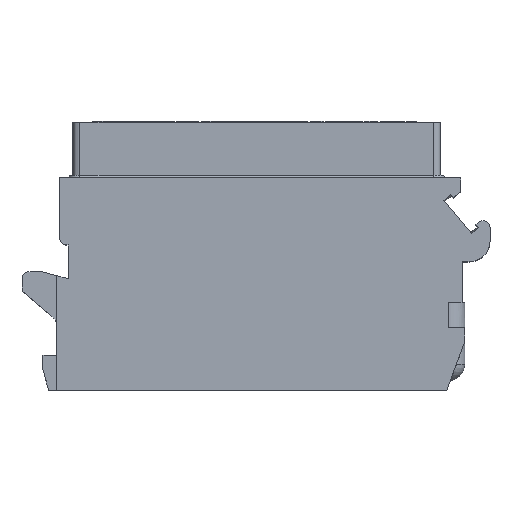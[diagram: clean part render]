
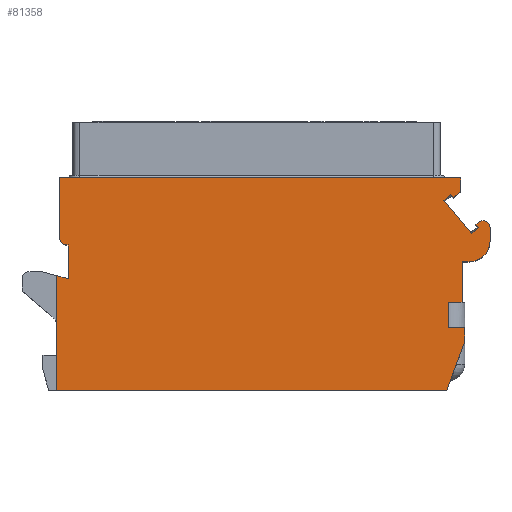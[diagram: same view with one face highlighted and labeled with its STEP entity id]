
A CAD part, top view. The second image highlights one B-rep face of the part: STEP entity #81358.
In plain terms, the highlighted planar face has unit normal (0, 0, 1).
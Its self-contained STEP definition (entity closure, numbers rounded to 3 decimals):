
#98=DIRECTION('',(0.643,-0.766,0.));
#99=VECTOR('',#98,0.3);
#100=CARTESIAN_POINT('',(15.698,11.873,7.));
#101=LINE('',#100,#99);
#102=DIRECTION('',(0.766,0.643,0.));
#103=VECTOR('',#102,0.236);
#104=CARTESIAN_POINT('',(15.698,11.873,7.));
#105=LINE('',#104,#103);
#106=DIRECTION('',(0.,1.,0.));
#107=VECTOR('',#106,0.942);
#108=CARTESIAN_POINT('',(16.7,10.7,7.));
#109=LINE('',#108,#107);
#110=DIRECTION('',(-1.,0.,0.));
#111=VECTOR('',#110,0.5);
#112=CARTESIAN_POINT('',(15.2,9.2,7.));
#113=LINE('',#112,#111);
#114=DIRECTION('',(0.,-1.,0.));
#115=VECTOR('',#114,2.9);
#116=CARTESIAN_POINT('',(14.7,9.2,7.));
#117=LINE('',#116,#115);
#118=DIRECTION('',(-1.,0.,0.));
#119=VECTOR('',#118,1.);
#120=CARTESIAN_POINT('',(14.7,6.3,7.));
#121=LINE('',#120,#119);
#122=DIRECTION('',(0.,-1.,0.));
#123=VECTOR('',#122,1.8);
#124=CARTESIAN_POINT('',(13.7,6.3,7.));
#125=LINE('',#124,#123);
#126=DIRECTION('',(1.,0.,0.));
#127=VECTOR('',#126,1.2);
#128=CARTESIAN_POINT('',(13.7,4.5,7.));
#129=LINE('',#128,#127);
#130=DIRECTION('',(0.,-1.,0.));
#131=VECTOR('',#130,1.);
#132=CARTESIAN_POINT('',(14.9,4.5,7.));
#133=LINE('',#132,#131);
#134=DIRECTION('',(-0.348,-0.937,0.));
#135=VECTOR('',#134,3.734);
#136=CARTESIAN_POINT('',(14.9,3.5,7.));
#137=LINE('',#136,#135);
#138=DIRECTION('',(1.,0.,0.));
#139=VECTOR('',#138,27.9);
#140=CARTESIAN_POINT('',(-14.3,0.,7.));
#141=LINE('',#140,#139);
#142=DIRECTION('',(0.966,-0.259,0.));
#143=VECTOR('',#142,0.828);
#144=CARTESIAN_POINT('',(-14.3,8.205,7.));
#145=LINE('',#144,#143);
#146=DIRECTION('',(0.,1.,0.));
#147=VECTOR('',#146,2.409);
#148=CARTESIAN_POINT('',(-13.5,7.991,7.));
#149=LINE('',#148,#147);
#150=DIRECTION('',(-1.,0.,0.));
#151=VECTOR('',#150,0.1);
#152=CARTESIAN_POINT('',(-13.5,10.4,7.));
#153=LINE('',#152,#151);
#154=CARTESIAN_POINT('',(-13.6,10.9,7.));
#155=DIRECTION('',(0.,0.,1.));
#156=DIRECTION('',(-1.,0.,0.));
#157=AXIS2_PLACEMENT_3D('',#154,#155,#156);
#159=DIRECTION('',(0.,-1.,0.));
#160=VECTOR('',#159,4.3);
#161=CARTESIAN_POINT('',(-14.1,15.2,7.));
#162=LINE('',#161,#160);
#163=DIRECTION('',(-1.,0.,0.));
#164=VECTOR('',#163,28.7);
#165=CARTESIAN_POINT('',(14.6,15.2,7.));
#166=LINE('',#165,#164);
#167=DIRECTION('',(0.,-1.,0.));
#168=VECTOR('',#167,0.985);
#169=CARTESIAN_POINT('',(14.6,15.2,7.));
#170=LINE('',#169,#168);
#171=DIRECTION('',(-0.766,-0.643,0.));
#172=VECTOR('',#171,0.665);
#173=CARTESIAN_POINT('',(14.6,14.215,7.));
#174=LINE('',#173,#172);
#175=DIRECTION('',(0.643,-0.766,0.));
#176=VECTOR('',#175,0.3);
#177=CARTESIAN_POINT('',(13.898,14.018,7.));
#178=LINE('',#177,#176);
#179=DIRECTION('',(0.643,-0.766,0.));
#180=VECTOR('',#179,3.1);
#181=CARTESIAN_POINT('',(13.4,13.6,7.));
#182=LINE('',#181,#180);
#195=CARTESIAN_POINT('',(16.2,11.642,7.));
#196=DIRECTION('',(0.,0.,1.));
#197=DIRECTION('',(1.,0.,0.));
#198=AXIS2_PLACEMENT_3D('',#195,#196,#197);
#222=CARTESIAN_POINT('',(15.2,10.7,7.));
#223=DIRECTION('',(0.,0.,-1.));
#224=DIRECTION('',(1.,0.,0.));
#225=AXIS2_PLACEMENT_3D('',#222,#223,#224);
#452=DIRECTION('',(0.,-1.,0.));
#453=VECTOR('',#452,8.205);
#454=CARTESIAN_POINT('',(-14.3,8.205,7.));
#455=LINE('',#454,#453);
#668=DIRECTION('',(0.766,0.643,0.));
#669=VECTOR('',#668,0.65);
#670=CARTESIAN_POINT('',(13.4,13.6,7.));
#671=LINE('',#670,#669);
#700=DIRECTION('',(-0.766,-0.643,0.));
#701=VECTOR('',#700,0.65);
#702=CARTESIAN_POINT('',(15.891,11.643,7.));
#703=LINE('',#702,#701);
#66898=CARTESIAN_POINT('',(-13.5,7.991,7.));
#66899=CARTESIAN_POINT('',(-13.5,10.4,7.));
#66900=VERTEX_POINT('',#66898);
#66901=VERTEX_POINT('',#66899);
#66902=CARTESIAN_POINT('',(-14.1,10.9,7.));
#66903=CARTESIAN_POINT('',(-13.6,10.4,7.));
#66904=VERTEX_POINT('',#66902);
#66905=VERTEX_POINT('',#66903);
#66906=CARTESIAN_POINT('',(-14.1,15.2,7.));
#66907=VERTEX_POINT('',#66906);
#66908=CARTESIAN_POINT('',(-14.3,8.205,7.));
#66910=VERTEX_POINT('',#66908);
#66920=CARTESIAN_POINT('',(-14.3,0.,7.));
#66921=VERTEX_POINT('',#66920);
#66964=CARTESIAN_POINT('',(14.7,9.2,7.));
#66966=VERTEX_POINT('',#66964);
#66980=CARTESIAN_POINT('',(14.7,6.3,7.));
#66981=CARTESIAN_POINT('',(13.7,6.3,7.));
#66982=VERTEX_POINT('',#66980);
#66983=VERTEX_POINT('',#66981);
#66984=CARTESIAN_POINT('',(13.7,4.5,7.));
#66985=VERTEX_POINT('',#66984);
#66986=CARTESIAN_POINT('',(14.9,4.5,7.));
#66987=VERTEX_POINT('',#66986);
#66988=CARTESIAN_POINT('',(14.9,3.5,7.));
#66989=VERTEX_POINT('',#66988);
#66990=CARTESIAN_POINT('',(13.6,0.,7.));
#66991=VERTEX_POINT('',#66990);
#66993=CARTESIAN_POINT('',(16.7,10.7,7.));
#66995=VERTEX_POINT('',#66993);
#66997=CARTESIAN_POINT('',(15.2,9.2,7.));
#66999=VERTEX_POINT('',#66997);
#67021=CARTESIAN_POINT('',(14.6,15.2,7.));
#67022=CARTESIAN_POINT('',(14.6,14.215,7.));
#67023=VERTEX_POINT('',#67021);
#67024=VERTEX_POINT('',#67022);
#67026=CARTESIAN_POINT('',(16.7,11.642,7.));
#67028=VERTEX_POINT('',#67026);
#67030=CARTESIAN_POINT('',(15.879,12.025,7.));
#67032=VERTEX_POINT('',#67030);
#69197=CARTESIAN_POINT('',(13.4,13.6,7.));
#69198=VERTEX_POINT('',#69197);
#69199=CARTESIAN_POINT('',(15.393,11.225,7.));
#69201=VERTEX_POINT('',#69199);
#69209=CARTESIAN_POINT('',(14.091,13.788,7.));
#69210=VERTEX_POINT('',#69209);
#69212=CARTESIAN_POINT('',(13.898,14.018,7.));
#69214=VERTEX_POINT('',#69212);
#69219=CARTESIAN_POINT('',(15.698,11.873,7.));
#69220=VERTEX_POINT('',#69219);
#69221=CARTESIAN_POINT('',(15.891,11.643,7.));
#69223=VERTEX_POINT('',#69221);
#81300=CARTESIAN_POINT('',(0.,0.,7.));
#81301=DIRECTION('',(0.,0.,1.));
#81302=DIRECTION('',(1.,0.,0.));
#81303=AXIS2_PLACEMENT_3D('',#81300,#81301,#81302);
#81304=PLANE('',#81303);
#81305=ORIENTED_EDGE('',*,*,#81290,.F.);
#81307=ORIENTED_EDGE('',*,*,#81306,.T.);
#81309=ORIENTED_EDGE('',*,*,#81308,.F.);
#81311=ORIENTED_EDGE('',*,*,#81310,.F.);
#81313=ORIENTED_EDGE('',*,*,#81312,.T.);
#81315=ORIENTED_EDGE('',*,*,#81314,.T.);
#81317=ORIENTED_EDGE('',*,*,#81316,.T.);
#81319=ORIENTED_EDGE('',*,*,#81318,.T.);
#81321=ORIENTED_EDGE('',*,*,#81320,.T.);
#81323=ORIENTED_EDGE('',*,*,#81322,.T.);
#81325=ORIENTED_EDGE('',*,*,#81324,.T.);
#81327=ORIENTED_EDGE('',*,*,#81326,.T.);
#81329=ORIENTED_EDGE('',*,*,#81328,.F.);
#81331=ORIENTED_EDGE('',*,*,#81330,.F.);
#81333=ORIENTED_EDGE('',*,*,#81332,.T.);
#81335=ORIENTED_EDGE('',*,*,#81334,.T.);
#81337=ORIENTED_EDGE('',*,*,#81336,.T.);
#81339=ORIENTED_EDGE('',*,*,#81338,.F.);
#81341=ORIENTED_EDGE('',*,*,#81340,.F.);
#81343=ORIENTED_EDGE('',*,*,#81342,.F.);
#81345=ORIENTED_EDGE('',*,*,#81344,.T.);
#81347=ORIENTED_EDGE('',*,*,#81346,.T.);
#81349=ORIENTED_EDGE('',*,*,#81348,.F.);
#81351=ORIENTED_EDGE('',*,*,#81350,.F.);
#81353=ORIENTED_EDGE('',*,*,#81352,.T.);
#81355=ORIENTED_EDGE('',*,*,#81354,.F.);
#81356=EDGE_LOOP('',(#81305,#81307,#81309,#81311,#81313,#81315,#81317,#81319,
#81321,#81323,#81325,#81327,#81329,#81331,#81333,#81335,#81337,#81339,#81341,
#81343,#81345,#81347,#81349,#81351,#81353,#81355));
#81357=FACE_OUTER_BOUND('',#81356,.F.);
#81358=ADVANCED_FACE('',(#81357),#81304,.T.);
#158=CIRCLE('',#157,0.5);
#199=CIRCLE('',#198,0.5);
#226=CIRCLE('',#225,1.5);
#81290=EDGE_CURVE('',#69220,#69223,#101,.T.);
#81306=EDGE_CURVE('',#69220,#67032,#105,.T.);
#81308=EDGE_CURVE('',#67028,#67032,#199,.T.);
#81310=EDGE_CURVE('',#66995,#67028,#109,.T.);
#81312=EDGE_CURVE('',#66995,#66999,#226,.T.);
#81314=EDGE_CURVE('',#66999,#66966,#113,.T.);
#81316=EDGE_CURVE('',#66966,#66982,#117,.T.);
#81318=EDGE_CURVE('',#66982,#66983,#121,.T.);
#81320=EDGE_CURVE('',#66983,#66985,#125,.T.);
#81322=EDGE_CURVE('',#66985,#66987,#129,.T.);
#81324=EDGE_CURVE('',#66987,#66989,#133,.T.);
#81326=EDGE_CURVE('',#66989,#66991,#137,.T.);
#81328=EDGE_CURVE('',#66921,#66991,#141,.T.);
#81330=EDGE_CURVE('',#66910,#66921,#455,.T.);
#81332=EDGE_CURVE('',#66910,#66900,#145,.T.);
#81334=EDGE_CURVE('',#66900,#66901,#149,.T.);
#81336=EDGE_CURVE('',#66901,#66905,#153,.T.);
#81338=EDGE_CURVE('',#66904,#66905,#158,.T.);
#81340=EDGE_CURVE('',#66907,#66904,#162,.T.);
#81342=EDGE_CURVE('',#67023,#66907,#166,.T.);
#81344=EDGE_CURVE('',#67023,#67024,#170,.T.);
#81346=EDGE_CURVE('',#67024,#69210,#174,.T.);
#81348=EDGE_CURVE('',#69214,#69210,#178,.T.);
#81350=EDGE_CURVE('',#69198,#69214,#671,.T.);
#81352=EDGE_CURVE('',#69198,#69201,#182,.T.);
#81354=EDGE_CURVE('',#69223,#69201,#703,.T.);
